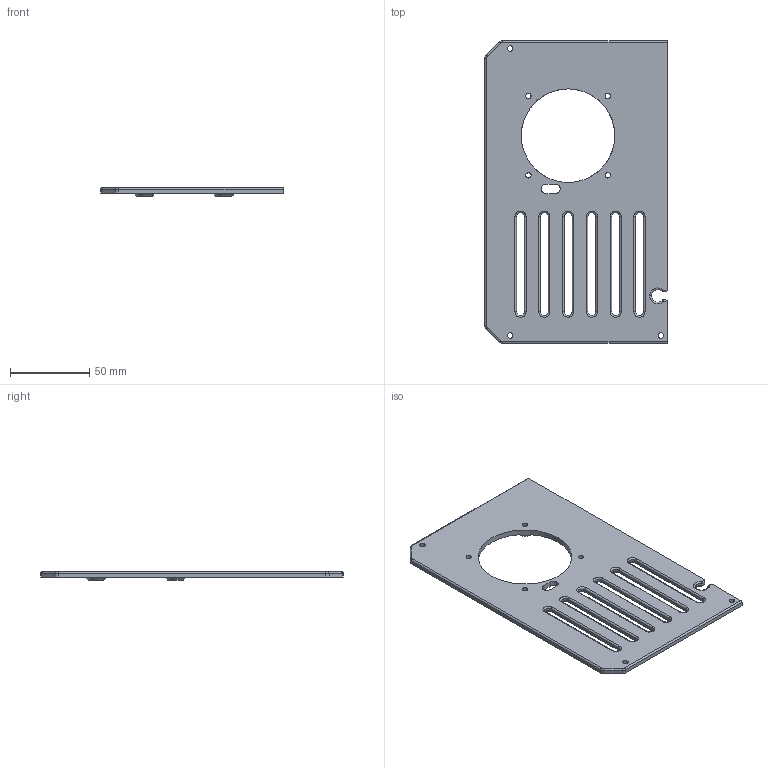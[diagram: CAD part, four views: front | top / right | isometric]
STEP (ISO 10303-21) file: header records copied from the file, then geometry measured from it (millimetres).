
FILE_DESCRIPTION (( 'STEP AP214' ), '1' );
FILE_NAME ('Cover.STEP', '2024-10-12T21:44:21', ( '' ), ( '' ), 'SwSTEP 2.0', 'SolidWorks 2024', '' );
FILE_SCHEMA (( 'AUTOMOTIVE_DESIGN' ));
Length unit declared in the file: millimetre
Products named in the file (1): Cover
Bounding box: 115 x 191 x 5.5 mm (x, y, z)
Volume: 59595.7 mm3; surface area: 39513.3 mm2
Topology: 1 solids, 1 shells, 213 faces, 539 edges, 322 vertices
Faces by surface type: cylinder 85, plane 57, torus 44, bspline 15, cone 8, sphere 4
Entity records: 6836 total; most frequent: CARTESIAN_POINT 1676, DIRECTION 1124, ORIENTED_EDGE 1058, EDGE_CURVE 529, AXIS2_PLACEMENT_3D 442, VERTEX_POINT 322, EDGE_LOOP 247, CIRCLE 243
